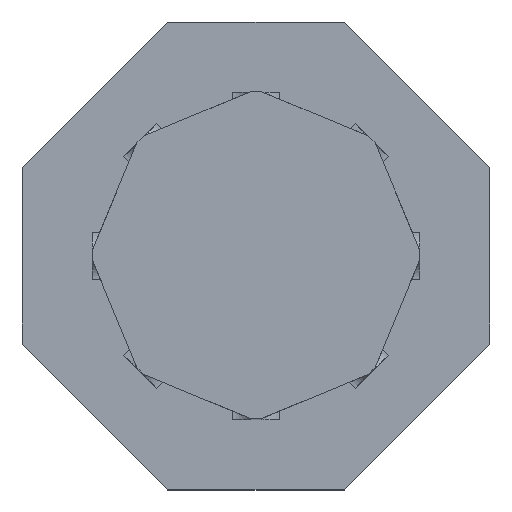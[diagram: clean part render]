
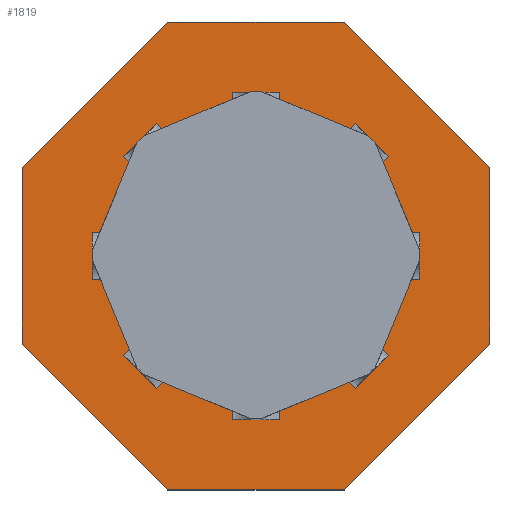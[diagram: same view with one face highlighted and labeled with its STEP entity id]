
A CAD part, top view. The second image highlights one B-rep face of the part: STEP entity #1819.
In plain terms, the highlighted planar face has unit normal (0, 0, 1).
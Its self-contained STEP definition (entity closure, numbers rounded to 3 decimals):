
#18=FACE_BOUND('',#271,.T.);
#87=PLANE('',#1975);
#175=FACE_OUTER_BOUND('',#270,.T.);
#270=EDGE_LOOP('',(#1453,#1454,#1455,#1456,#1457,#1458,#1459,#1460));
#271=EDGE_LOOP('',(#1461,#1462,#1463,#1464,#1465,#1466,#1467,#1468,#1469,
#1470,#1471,#1472,#1473,#1474,#1475,#1476,#1477,#1478,#1479,#1480,#1481,
#1482,#1483,#1484));
#363=LINE('',#2593,#547);
#369=LINE('',#2629,#553);
#374=LINE('',#2650,#558);
#377=LINE('',#2656,#561);
#382=LINE('',#2689,#566);
#386=LINE('',#2698,#570);
#391=LINE('',#2722,#575);
#396=LINE('',#2752,#580);
#402=LINE('',#2814,#586);
#407=LINE('',#2838,#591);
#412=LINE('',#2862,#596);
#418=LINE('',#2895,#602);
#423=LINE('',#2916,#607);
#428=LINE('',#2937,#612);
#443=LINE('',#3061,#627);
#446=LINE('',#3067,#630);
#461=LINE('',#3109,#645);
#463=LINE('',#3113,#647);
#466=LINE('',#3119,#650);
#467=LINE('',#3121,#651);
#468=LINE('',#3123,#652);
#469=LINE('',#3125,#653);
#470=LINE('',#3127,#654);
#471=LINE('',#3128,#655);
#472=LINE('',#3129,#656);
#473=LINE('',#3130,#657);
#474=LINE('',#3131,#658);
#475=LINE('',#3132,#659);
#476=LINE('',#3133,#660);
#477=LINE('',#3134,#661);
#478=LINE('',#3135,#662);
#479=LINE('',#3136,#663);
#547=VECTOR('',#2073,10.);
#553=VECTOR('',#2089,10.);
#558=VECTOR('',#2100,10.);
#561=VECTOR('',#2107,10.);
#566=VECTOR('',#2122,10.);
#570=VECTOR('',#2130,10.);
#575=VECTOR('',#2143,10.);
#580=VECTOR('',#2156,10.);
#586=VECTOR('',#2188,10.);
#591=VECTOR('',#2201,10.);
#596=VECTOR('',#2214,10.);
#602=VECTOR('',#2228,10.);
#607=VECTOR('',#2239,10.);
#612=VECTOR('',#2250,10.);
#627=VECTOR('',#2313,10.);
#630=VECTOR('',#2320,10.);
#645=VECTOR('',#2349,10.);
#647=VECTOR('',#2353,10.);
#650=VECTOR('',#2358,10.);
#651=VECTOR('',#2359,10.);
#652=VECTOR('',#2360,10.);
#653=VECTOR('',#2361,10.);
#654=VECTOR('',#2362,10.);
#655=VECTOR('',#2363,10.);
#656=VECTOR('',#2364,10.);
#657=VECTOR('',#2365,10.);
#658=VECTOR('',#2366,10.);
#659=VECTOR('',#2367,10.);
#660=VECTOR('',#2368,10.);
#661=VECTOR('',#2369,10.);
#662=VECTOR('',#2370,10.);
#663=VECTOR('',#2371,10.);
#767=VERTEX_POINT('',#2589);
#769=VERTEX_POINT('',#2592);
#775=VERTEX_POINT('',#2614);
#778=VERTEX_POINT('',#2627);
#783=VERTEX_POINT('',#2648);
#784=VERTEX_POINT('',#2655);
#788=VERTEX_POINT('',#2674);
#791=VERTEX_POINT('',#2687);
#794=VERTEX_POINT('',#2697);
#799=VERTEX_POINT('',#2718);
#801=VERTEX_POINT('',#2721);
#806=VERTEX_POINT('',#2750);
#811=VERTEX_POINT('',#2810);
#813=VERTEX_POINT('',#2813);
#818=VERTEX_POINT('',#2834);
#820=VERTEX_POINT('',#2837);
#825=VERTEX_POINT('',#2858);
#827=VERTEX_POINT('',#2861);
#834=VERTEX_POINT('',#2893);
#839=VERTEX_POINT('',#2914);
#844=VERTEX_POINT('',#2935);
#862=VERTEX_POINT('',#3046);
#865=VERTEX_POINT('',#3059);
#866=VERTEX_POINT('',#3066);
#877=VERTEX_POINT('',#3106);
#878=VERTEX_POINT('',#3108);
#879=VERTEX_POINT('',#3112);
#881=VERTEX_POINT('',#3118);
#882=VERTEX_POINT('',#3120);
#883=VERTEX_POINT('',#3122);
#884=VERTEX_POINT('',#3124);
#885=VERTEX_POINT('',#3126);
#946=EDGE_CURVE('',#767,#769,#363,.T.);
#957=EDGE_CURVE('',#778,#775,#369,.T.);
#964=EDGE_CURVE('',#783,#767,#374,.T.);
#967=EDGE_CURVE('',#775,#784,#377,.T.);
#977=EDGE_CURVE('',#791,#788,#382,.T.);
#981=EDGE_CURVE('',#788,#794,#386,.T.);
#989=EDGE_CURVE('',#799,#801,#391,.T.);
#998=EDGE_CURVE('',#806,#799,#396,.T.);
#1014=EDGE_CURVE('',#811,#813,#402,.T.);
#1022=EDGE_CURVE('',#818,#820,#407,.T.);
#1030=EDGE_CURVE('',#825,#827,#412,.T.);
#1040=EDGE_CURVE('',#834,#811,#418,.T.);
#1047=EDGE_CURVE('',#839,#825,#423,.T.);
#1054=EDGE_CURVE('',#844,#818,#428,.T.);
#1089=EDGE_CURVE('',#865,#862,#443,.T.);
#1092=EDGE_CURVE('',#862,#866,#446,.T.);
#1109=EDGE_CURVE('',#877,#878,#461,.T.);
#1111=EDGE_CURVE('',#878,#879,#463,.T.);
#1114=EDGE_CURVE('',#881,#877,#466,.T.);
#1115=EDGE_CURVE('',#882,#881,#467,.T.);
#1116=EDGE_CURVE('',#883,#882,#468,.T.);
#1117=EDGE_CURVE('',#884,#883,#469,.T.);
#1118=EDGE_CURVE('',#885,#884,#470,.T.);
#1119=EDGE_CURVE('',#879,#885,#471,.T.);
#1120=EDGE_CURVE('',#783,#784,#472,.T.);
#1121=EDGE_CURVE('',#778,#794,#473,.T.);
#1122=EDGE_CURVE('',#791,#801,#474,.T.);
#1123=EDGE_CURVE('',#806,#866,#475,.T.);
#1124=EDGE_CURVE('',#865,#820,#476,.T.);
#1125=EDGE_CURVE('',#844,#827,#477,.T.);
#1126=EDGE_CURVE('',#839,#813,#478,.T.);
#1127=EDGE_CURVE('',#834,#769,#479,.T.);
#1453=ORIENTED_EDGE('',*,*,#1109,.F.);
#1454=ORIENTED_EDGE('',*,*,#1114,.F.);
#1455=ORIENTED_EDGE('',*,*,#1115,.F.);
#1456=ORIENTED_EDGE('',*,*,#1116,.F.);
#1457=ORIENTED_EDGE('',*,*,#1117,.F.);
#1458=ORIENTED_EDGE('',*,*,#1118,.F.);
#1459=ORIENTED_EDGE('',*,*,#1119,.F.);
#1460=ORIENTED_EDGE('',*,*,#1111,.F.);
#1461=ORIENTED_EDGE('',*,*,#946,.F.);
#1462=ORIENTED_EDGE('',*,*,#964,.F.);
#1463=ORIENTED_EDGE('',*,*,#1120,.T.);
#1464=ORIENTED_EDGE('',*,*,#967,.F.);
#1465=ORIENTED_EDGE('',*,*,#957,.F.);
#1466=ORIENTED_EDGE('',*,*,#1121,.T.);
#1467=ORIENTED_EDGE('',*,*,#981,.F.);
#1468=ORIENTED_EDGE('',*,*,#977,.F.);
#1469=ORIENTED_EDGE('',*,*,#1122,.T.);
#1470=ORIENTED_EDGE('',*,*,#989,.F.);
#1471=ORIENTED_EDGE('',*,*,#998,.F.);
#1472=ORIENTED_EDGE('',*,*,#1123,.T.);
#1473=ORIENTED_EDGE('',*,*,#1092,.F.);
#1474=ORIENTED_EDGE('',*,*,#1089,.F.);
#1475=ORIENTED_EDGE('',*,*,#1124,.T.);
#1476=ORIENTED_EDGE('',*,*,#1022,.F.);
#1477=ORIENTED_EDGE('',*,*,#1054,.F.);
#1478=ORIENTED_EDGE('',*,*,#1125,.T.);
#1479=ORIENTED_EDGE('',*,*,#1030,.F.);
#1480=ORIENTED_EDGE('',*,*,#1047,.F.);
#1481=ORIENTED_EDGE('',*,*,#1126,.T.);
#1482=ORIENTED_EDGE('',*,*,#1014,.F.);
#1483=ORIENTED_EDGE('',*,*,#1040,.F.);
#1484=ORIENTED_EDGE('',*,*,#1127,.T.);
#1819=ADVANCED_FACE('',(#175,#18),#87,.T.);
#1975=AXIS2_PLACEMENT_3D('',#3117,#2356,#2357);
#2073=DIRECTION('',(-1.,0.,0.));
#2089=DIRECTION('',(0.,-1.,0.));
#2100=DIRECTION('',(0.707,-0.707,0.));
#2107=DIRECTION('',(-0.707,0.707,0.));
#2122=DIRECTION('',(-0.707,-0.707,0.));
#2130=DIRECTION('',(0.,1.,0.));
#2143=DIRECTION('',(0.707,0.707,0.));
#2156=DIRECTION('',(-1.,0.,0.));
#2188=DIRECTION('',(-0.707,-0.707,0.));
#2201=DIRECTION('',(0.707,-0.707,0.));
#2214=DIRECTION('',(0.,-1.,0.));
#2228=DIRECTION('',(1.,0.,0.));
#2239=DIRECTION('',(0.707,0.707,0.));
#2250=DIRECTION('',(0.,1.,0.));
#2313=DIRECTION('',(-0.707,0.707,0.));
#2320=DIRECTION('',(1.,0.,0.));
#2349=DIRECTION('',(0.707,0.707,0.));
#2353=DIRECTION('',(1.,0.,0.));
#2356=DIRECTION('center_axis',(0.,0.,1.));
#2357=DIRECTION('ref_axis',(1.,0.,0.));
#2358=DIRECTION('',(0.,1.,0.));
#2359=DIRECTION('',(-0.707,0.707,0.));
#2360=DIRECTION('',(-1.,0.,0.));
#2361=DIRECTION('',(-0.707,-0.707,0.));
#2362=DIRECTION('',(0.,-1.,0.));
#2363=DIRECTION('',(0.707,-0.707,0.));
#2364=DIRECTION('',(0.707,0.707,0.));
#2365=DIRECTION('',(1.,0.,0.));
#2366=DIRECTION('',(0.707,-0.707,0.));
#2367=DIRECTION('',(0.,-1.,0.));
#2368=DIRECTION('',(-0.707,-0.707,0.));
#2369=DIRECTION('',(-1.,0.,0.));
#2370=DIRECTION('',(-0.707,0.707,0.));
#2371=DIRECTION('',(0.,1.,0.));
#2589=CARTESIAN_POINT('',(-6.036,2.5,0.));
#2592=CARTESIAN_POINT('',(-17.5,2.5,0.));
#2593=CARTESIAN_POINT('',(-2.236,2.5,0.));
#2614=CARTESIAN_POINT('',(-2.5,6.036,0.));
#2627=CARTESIAN_POINT('',(-2.5,17.5,0.));
#2629=CARTESIAN_POINT('',(-2.5,8.75,0.));
#2648=CARTESIAN_POINT('',(-14.142,10.607,0.));
#2650=CARTESIAN_POINT('',(-7.955,4.419,0.));
#2655=CARTESIAN_POINT('',(-10.607,14.142,0.));
#2656=CARTESIAN_POINT('',(0.187,3.349,0.));
#2674=CARTESIAN_POINT('',(2.5,6.036,0.));
#2687=CARTESIAN_POINT('',(10.607,14.142,0.));
#2689=CARTESIAN_POINT('',(4.419,7.955,0.));
#2697=CARTESIAN_POINT('',(2.5,17.5,0.));
#2698=CARTESIAN_POINT('',(2.5,2.236,0.));
#2718=CARTESIAN_POINT('',(6.036,2.5,0.));
#2721=CARTESIAN_POINT('',(14.142,10.607,0.));
#2722=CARTESIAN_POINT('',(3.349,-0.187,0.));
#2750=CARTESIAN_POINT('',(17.5,2.5,0.));
#2752=CARTESIAN_POINT('',(8.75,2.5,0.));
#2810=CARTESIAN_POINT('',(-6.036,-2.5,0.));
#2813=CARTESIAN_POINT('',(-14.142,-10.607,0.));
#2814=CARTESIAN_POINT('',(-3.349,0.187,0.));
#2834=CARTESIAN_POINT('',(2.5,-6.036,0.));
#2837=CARTESIAN_POINT('',(10.607,-14.142,0.));
#2838=CARTESIAN_POINT('',(-0.187,-3.349,0.));
#2858=CARTESIAN_POINT('',(-2.5,-6.036,0.));
#2861=CARTESIAN_POINT('',(-2.5,-17.5,0.));
#2862=CARTESIAN_POINT('',(-2.5,-2.236,0.));
#2893=CARTESIAN_POINT('',(-17.5,-2.5,0.));
#2895=CARTESIAN_POINT('',(-8.75,-2.5,0.));
#2914=CARTESIAN_POINT('',(-10.607,-14.142,0.));
#2916=CARTESIAN_POINT('',(-4.419,-7.955,0.));
#2935=CARTESIAN_POINT('',(2.5,-17.5,0.));
#2937=CARTESIAN_POINT('',(2.5,-8.75,0.));
#3046=CARTESIAN_POINT('',(6.036,-2.5,0.));
#3059=CARTESIAN_POINT('',(14.142,-10.607,0.));
#3061=CARTESIAN_POINT('',(7.955,-4.419,0.));
#3066=CARTESIAN_POINT('',(17.5,-2.5,0.));
#3067=CARTESIAN_POINT('',(2.236,-2.5,0.));
#3106=CARTESIAN_POINT('',(-25.,9.412,0.));
#3108=CARTESIAN_POINT('',(-9.412,25.,0.));
#3109=CARTESIAN_POINT('',(-17.206,17.206,0.));
#3112=CARTESIAN_POINT('',(9.412,25.,0.));
#3113=CARTESIAN_POINT('',(-25.,25.,0.));
#3117=CARTESIAN_POINT('Origin',(0.,0.,0.));
#3118=CARTESIAN_POINT('',(-25.,-9.412,0.));
#3119=CARTESIAN_POINT('',(-25.,-25.,0.));
#3120=CARTESIAN_POINT('',(-9.412,-25.,0.));
#3121=CARTESIAN_POINT('',(-17.206,-17.206,0.));
#3122=CARTESIAN_POINT('',(9.412,-25.,0.));
#3123=CARTESIAN_POINT('',(25.,-25.,0.));
#3124=CARTESIAN_POINT('',(25.,-9.412,0.));
#3125=CARTESIAN_POINT('',(17.206,-17.206,0.));
#3126=CARTESIAN_POINT('',(25.,9.412,0.));
#3127=CARTESIAN_POINT('',(25.,25.,0.));
#3128=CARTESIAN_POINT('',(17.206,17.206,0.));
#3129=CARTESIAN_POINT('',(-12.198,12.551,0.));
#3130=CARTESIAN_POINT('',(0.25,17.5,0.));
#3131=CARTESIAN_POINT('',(12.551,12.198,0.));
#3132=CARTESIAN_POINT('',(17.5,-0.25,0.));
#3133=CARTESIAN_POINT('',(12.198,-12.551,0.));
#3134=CARTESIAN_POINT('',(-0.25,-17.5,0.));
#3135=CARTESIAN_POINT('',(-12.551,-12.198,0.));
#3136=CARTESIAN_POINT('',(-17.5,0.25,0.));
